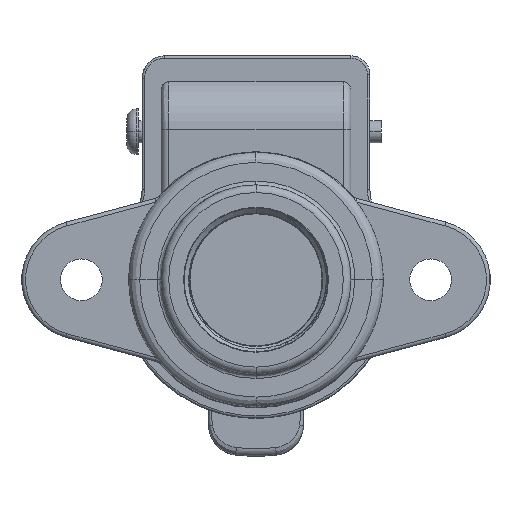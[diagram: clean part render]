
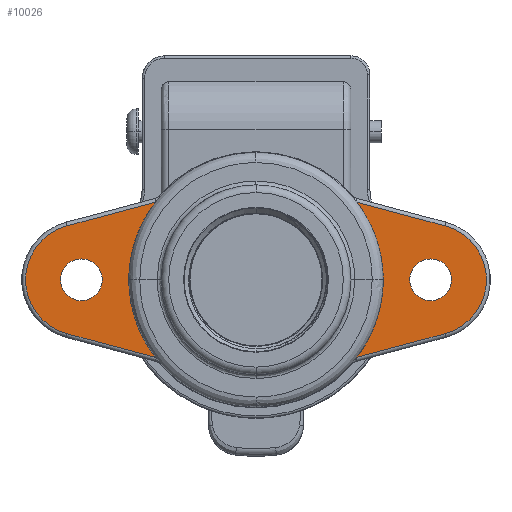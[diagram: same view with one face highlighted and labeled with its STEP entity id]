
A CAD part, front view. The second image highlights one B-rep face of the part: STEP entity #10026.
In plain terms, the highlighted planar face has unit normal (0, -1, 0).
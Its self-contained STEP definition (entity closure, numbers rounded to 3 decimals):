
#1=DIRECTION('',(0.966,0.,0.259));
#2=VECTOR('',#1,12.197);
#3=CARTESIAN_POINT('',(13.121,0.,-10.256));
#4=LINE('',#3,#2);
#5=CARTESIAN_POINT('',(13.509,0.,-11.705));
#6=DIRECTION('',(0.,1.,0.));
#7=DIRECTION('',(-0.756,0.,0.655));
#8=AXIS2_PLACEMENT_3D('',#5,#6,#7);
#10=CARTESIAN_POINT('',(0.,0.,0.));
#11=DIRECTION('',(0.,-1.,0.));
#12=DIRECTION('',(-0.756,0.,-0.655));
#13=AXIS2_PLACEMENT_3D('',#10,#11,#12);
#15=CARTESIAN_POINT('',(-13.509,0.,-11.705));
#16=DIRECTION('',(0.,1.,0.));
#17=DIRECTION('',(0.259,0.,0.966));
#18=AXIS2_PLACEMENT_3D('',#15,#16,#17);
#20=DIRECTION('',(0.966,0.,-0.259));
#21=VECTOR('',#20,12.197);
#22=CARTESIAN_POINT('',(-24.902,0.,-7.1));
#23=LINE('',#22,#21);
#24=CARTESIAN_POINT('',(-23.,0.,0.));
#25=DIRECTION('',(0.,-1.,0.));
#26=DIRECTION('',(-0.259,0.,0.966));
#27=AXIS2_PLACEMENT_3D('',#24,#25,#26);
#29=DIRECTION('',(-0.966,0.,-0.259));
#30=VECTOR('',#29,12.197);
#31=CARTESIAN_POINT('',(-13.121,0.,10.256));
#32=LINE('',#31,#30);
#33=CARTESIAN_POINT('',(-13.509,0.,11.705));
#34=DIRECTION('',(0.,1.,0.));
#35=DIRECTION('',(0.756,0.,-0.655));
#36=AXIS2_PLACEMENT_3D('',#33,#34,#35);
#38=CARTESIAN_POINT('',(0.,0.,0.));
#39=DIRECTION('',(0.,-1.,0.));
#40=DIRECTION('',(0.756,0.,0.655));
#41=AXIS2_PLACEMENT_3D('',#38,#39,#40);
#43=CARTESIAN_POINT('',(13.509,0.,11.705));
#44=DIRECTION('',(0.,1.,0.));
#45=DIRECTION('',(-0.259,0.,-0.966));
#46=AXIS2_PLACEMENT_3D('',#43,#44,#45);
#48=DIRECTION('',(-0.966,0.,0.259));
#49=VECTOR('',#48,12.197);
#50=CARTESIAN_POINT('',(24.902,0.,7.1));
#51=LINE('',#50,#49);
#52=CARTESIAN_POINT('',(23.,0.,0.));
#53=DIRECTION('',(0.,-1.,0.));
#54=DIRECTION('',(0.259,0.,-0.966));
#55=AXIS2_PLACEMENT_3D('',#52,#53,#54);
#57=CARTESIAN_POINT('',(23.,0.,0.));
#58=DIRECTION('',(0.,-1.,0.));
#59=DIRECTION('',(1.,0.,0.));
#60=AXIS2_PLACEMENT_3D('',#57,#58,#59);
#62=CARTESIAN_POINT('',(23.,0.,0.));
#63=DIRECTION('',(0.,-1.,0.));
#64=DIRECTION('',(-1.,0.,0.));
#65=AXIS2_PLACEMENT_3D('',#62,#63,#64);
#67=CARTESIAN_POINT('',(-23.,0.,0.));
#68=DIRECTION('',(0.,-1.,0.));
#69=DIRECTION('',(1.,0.,0.));
#70=AXIS2_PLACEMENT_3D('',#67,#68,#69);
#72=CARTESIAN_POINT('',(-23.,0.,0.));
#73=DIRECTION('',(0.,-1.,0.));
#74=DIRECTION('',(-1.,0.,0.));
#75=AXIS2_PLACEMENT_3D('',#72,#73,#74);
#77=CARTESIAN_POINT('',(0.,0.,0.));
#78=DIRECTION('',(0.,-1.,0.));
#79=DIRECTION('',(1.,0.,0.));
#80=AXIS2_PLACEMENT_3D('',#77,#78,#79);
#82=CARTESIAN_POINT('',(0.,0.,0.));
#83=DIRECTION('',(0.,-1.,0.));
#84=DIRECTION('',(-1.,0.,0.));
#85=AXIS2_PLACEMENT_3D('',#82,#83,#84);
#8820=CARTESIAN_POINT('',(25.75,0.,0.));
#8821=CARTESIAN_POINT('',(20.25,0.,0.));
#8822=VERTEX_POINT('',#8820);
#8823=VERTEX_POINT('',#8821);
#8824=CARTESIAN_POINT('',(-20.25,0.,0.));
#8825=CARTESIAN_POINT('',(-25.75,0.,0.));
#8826=VERTEX_POINT('',#8824);
#8827=VERTEX_POINT('',#8825);
#8946=CARTESIAN_POINT('',(13.5,0.,0.));
#8947=CARTESIAN_POINT('',(-13.5,0.,0.));
#8948=VERTEX_POINT('',#8946);
#8949=VERTEX_POINT('',#8947);
#8994=CARTESIAN_POINT('',(13.121,0.,-10.256));
#8995=CARTESIAN_POINT('',(24.902,0.,-7.1));
#8996=VERTEX_POINT('',#8994);
#8997=VERTEX_POINT('',#8995);
#9002=CARTESIAN_POINT('',(24.902,0.,7.1));
#9003=VERTEX_POINT('',#9002);
#9006=CARTESIAN_POINT('',(13.121,0.,10.256));
#9007=VERTEX_POINT('',#9006);
#9010=CARTESIAN_POINT('',(-13.121,0.,10.256));
#9011=CARTESIAN_POINT('',(-24.902,0.,7.1));
#9012=VERTEX_POINT('',#9010);
#9013=VERTEX_POINT('',#9011);
#9018=CARTESIAN_POINT('',(-24.902,0.,-7.1));
#9019=VERTEX_POINT('',#9018);
#9022=CARTESIAN_POINT('',(-13.121,0.,-10.256));
#9023=VERTEX_POINT('',#9022);
#9026=CARTESIAN_POINT('',(-12.376,0.,-10.723));
#9027=CARTESIAN_POINT('',(12.376,0.,-10.723));
#9028=VERTEX_POINT('',#9026);
#9029=VERTEX_POINT('',#9027);
#9042=CARTESIAN_POINT('',(12.376,0.,10.723));
#9043=VERTEX_POINT('',#9042);
#9046=CARTESIAN_POINT('',(-12.376,0.,10.723));
#9047=VERTEX_POINT('',#9046);
#9977=CARTESIAN_POINT('',(0.,0.,0.));
#9978=DIRECTION('',(0.,1.,0.));
#9979=DIRECTION('',(1.,0.,0.));
#9980=AXIS2_PLACEMENT_3D('',#9977,#9978,#9979);
#9981=PLANE('',#9980);
#9983=ORIENTED_EDGE('',*,*,#9982,.F.);
#9985=ORIENTED_EDGE('',*,*,#9984,.F.);
#9987=ORIENTED_EDGE('',*,*,#9986,.F.);
#9989=ORIENTED_EDGE('',*,*,#9988,.F.);
#9991=ORIENTED_EDGE('',*,*,#9990,.F.);
#9993=ORIENTED_EDGE('',*,*,#9992,.F.);
#9995=ORIENTED_EDGE('',*,*,#9994,.F.);
#9997=ORIENTED_EDGE('',*,*,#9996,.F.);
#9999=ORIENTED_EDGE('',*,*,#9998,.F.);
#10001=ORIENTED_EDGE('',*,*,#10000,.F.);
#10003=ORIENTED_EDGE('',*,*,#10002,.F.);
#10005=ORIENTED_EDGE('',*,*,#10004,.F.);
#10006=EDGE_LOOP('',(#9983,#9985,#9987,#9989,#9991,#9993,#9995,#9997,#9999,
#10001,#10003,#10005));
#10007=FACE_OUTER_BOUND('',#10006,.F.);
#10009=ORIENTED_EDGE('',*,*,#10008,.T.);
#10011=ORIENTED_EDGE('',*,*,#10010,.T.);
#10012=EDGE_LOOP('',(#10009,#10011));
#10013=FACE_BOUND('',#10012,.F.);
#10015=ORIENTED_EDGE('',*,*,#10014,.T.);
#10017=ORIENTED_EDGE('',*,*,#10016,.T.);
#10018=EDGE_LOOP('',(#10015,#10017));
#10019=FACE_BOUND('',#10018,.F.);
#10021=ORIENTED_EDGE('',*,*,#10020,.T.);
#10023=ORIENTED_EDGE('',*,*,#10022,.T.);
#10024=EDGE_LOOP('',(#10021,#10023));
#10025=FACE_BOUND('',#10024,.F.);
#10026=ADVANCED_FACE('',(#10007,#10013,#10019,#10025),#9981,.F.);
#9=CIRCLE('',#8,1.5);
#14=CIRCLE('',#13,16.375);
#19=CIRCLE('',#18,1.5);
#28=CIRCLE('',#27,7.35);
#37=CIRCLE('',#36,1.5);
#42=CIRCLE('',#41,16.375);
#47=CIRCLE('',#46,1.5);
#56=CIRCLE('',#55,7.35);
#61=CIRCLE('',#60,2.75);
#66=CIRCLE('',#65,2.75);
#71=CIRCLE('',#70,2.75);
#76=CIRCLE('',#75,2.75);
#81=CIRCLE('',#80,13.5);
#86=CIRCLE('',#85,13.5);
#9982=EDGE_CURVE('',#8996,#8997,#4,.T.);
#9984=EDGE_CURVE('',#9029,#8996,#9,.T.);
#9986=EDGE_CURVE('',#9028,#9029,#14,.T.);
#9988=EDGE_CURVE('',#9023,#9028,#19,.T.);
#9990=EDGE_CURVE('',#9019,#9023,#23,.T.);
#9992=EDGE_CURVE('',#9013,#9019,#28,.T.);
#9994=EDGE_CURVE('',#9012,#9013,#32,.T.);
#9996=EDGE_CURVE('',#9047,#9012,#37,.T.);
#9998=EDGE_CURVE('',#9043,#9047,#42,.T.);
#10000=EDGE_CURVE('',#9007,#9043,#47,.T.);
#10002=EDGE_CURVE('',#9003,#9007,#51,.T.);
#10004=EDGE_CURVE('',#8997,#9003,#56,.T.);
#10008=EDGE_CURVE('',#8822,#8823,#61,.T.);
#10010=EDGE_CURVE('',#8823,#8822,#66,.T.);
#10014=EDGE_CURVE('',#8826,#8827,#71,.T.);
#10016=EDGE_CURVE('',#8827,#8826,#76,.T.);
#10020=EDGE_CURVE('',#8948,#8949,#81,.T.);
#10022=EDGE_CURVE('',#8949,#8948,#86,.T.);
